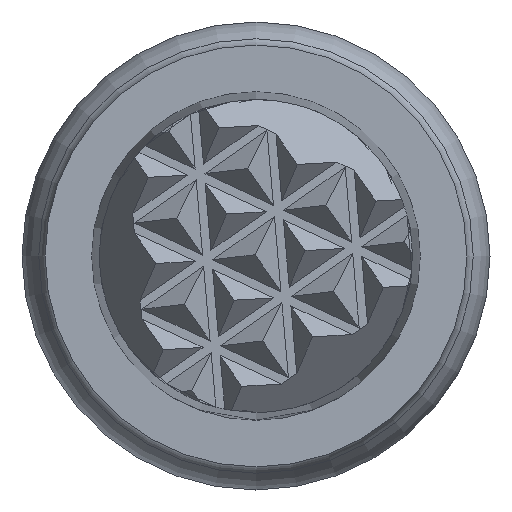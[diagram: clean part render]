
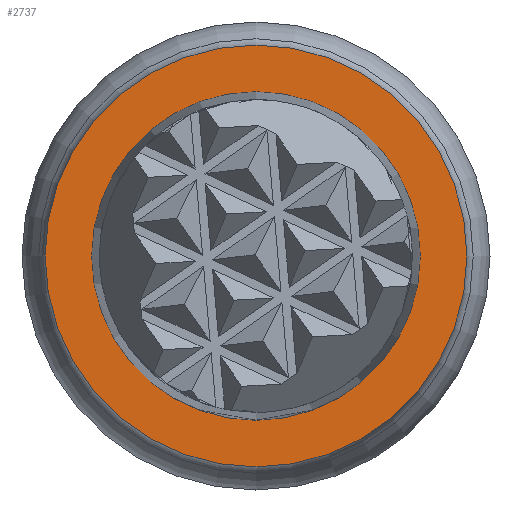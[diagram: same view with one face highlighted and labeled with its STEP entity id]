
A CAD part, left-side view. The second image highlights one B-rep face of the part: STEP entity #2737.
In plain terms, the highlighted planar face has unit normal (-1, 0, 0).
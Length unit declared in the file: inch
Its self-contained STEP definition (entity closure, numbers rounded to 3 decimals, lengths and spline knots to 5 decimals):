
#76 = CIRCLE ( 'NONE', #1626, 0.01889 ) ;
#107 = EDGE_CURVE ( 'NONE', #1410, #1410, #3245, .T. ) ;
#266 = DIRECTION ( 'NONE',  ( 1., 0., 0. ) ) ;
#417 = EDGE_CURVE ( 'NONE', #629, #629, #76, .T. ) ;
#629 = VERTEX_POINT ( 'NONE', #2675 ) ;
#723 = DIRECTION ( 'NONE',  ( 0., 0., -1. ) ) ;
#740 = CARTESIAN_POINT ( 'NONE',  ( 0., 0., 0. ) ) ;
#778 = FACE_BOUND ( 'NONE', #2836, .T. ) ;
#801 = PLANE ( 'NONE',  #1721 ) ;
#820 = DIRECTION ( 'NONE',  ( 0., 0., -1. ) ) ;
#1009 = EDGE_LOOP ( 'NONE', ( #1918 ) ) ;
#1323 = DIRECTION ( 'NONE',  ( 1., 0., 0. ) ) ;
#1410 = VERTEX_POINT ( 'NONE', #3234 ) ;
#1626 = AXIS2_PLACEMENT_3D ( 'NONE', #740, #266, #723 ) ;
#1721 = AXIS2_PLACEMENT_3D ( 'NONE', #2881, #1323, #820 ) ;
#1753 = FACE_OUTER_BOUND ( 'NONE', #1009, .T. ) ;
#1893 = AXIS2_PLACEMENT_3D ( 'NONE', #2985, #2998, #2734 ) ;
#1918 = ORIENTED_EDGE ( 'NONE', *, *, #107, .F. ) ;
#2007 = ORIENTED_EDGE ( 'NONE', *, *, #417, .T. ) ;
#2675 = CARTESIAN_POINT ( 'NONE',  ( 0., 0., -0.01889 ) ) ;
#2734 = DIRECTION ( 'NONE',  ( 0., 0., -1. ) ) ;
#2737 = ADVANCED_FACE ( 'NONE', ( #778, #1753 ), #801, .F. ) ;
#2836 = EDGE_LOOP ( 'NONE', ( #2007 ) ) ;
#2881 = CARTESIAN_POINT ( 'NONE',  ( 0., 0.02725, 0. ) ) ;
#2985 = CARTESIAN_POINT ( 'NONE',  ( 0., 0., 0. ) ) ;
#2998 = DIRECTION ( 'NONE',  ( 1., 0., 0. ) ) ;
#3234 = CARTESIAN_POINT ( 'NONE',  ( 0., 0., -0.02425 ) ) ;
#3245 = CIRCLE ( 'NONE', #1893, 0.02425 ) ;
